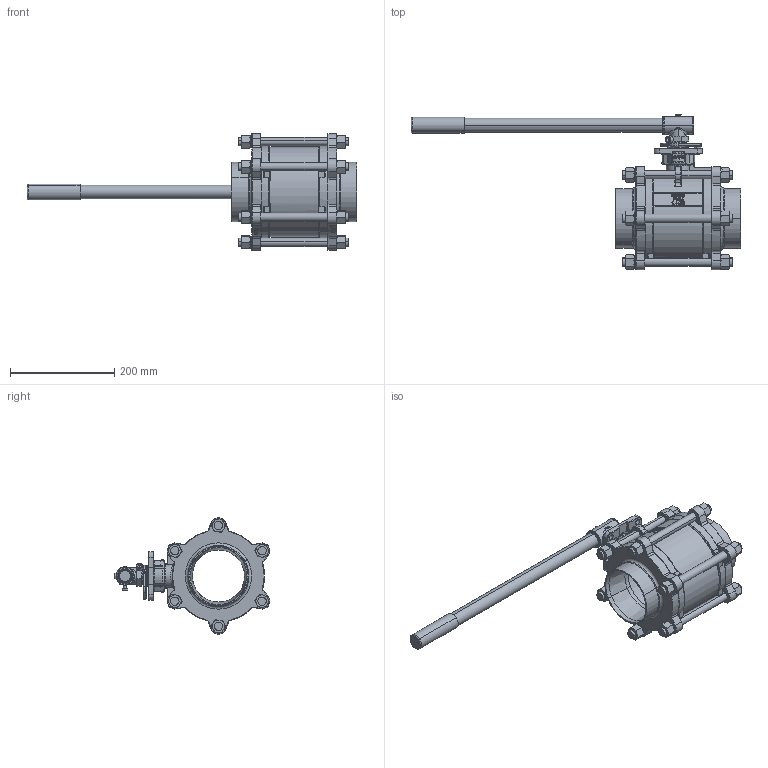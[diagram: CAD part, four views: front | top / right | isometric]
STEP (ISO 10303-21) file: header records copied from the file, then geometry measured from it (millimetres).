
FILE_DESCRIPTION (( 'STEP AP214' ), '1' );
FILE_NAME ('2745.702R Typ A27D DN100 FB ISO.STEP', '2019-07-19T08:57:29', ( '' ), ( '' ), 'SwSTEP 2.0', 'SolidWorks 2017', '' );
FILE_SCHEMA (( 'AUTOMOTIVE_DESIGN' ));
Length unit declared in the file: millimetre
Products named in the file (1): 2745.702R Typ A27D DN100 FB ISO
Bounding box: 632 x 298.5 x 223 mm (x, y, z)
Volume: 2101750.7 mm3; surface area: 618375.5 mm2
Topology: 44 solids, 44 shells, 2030 faces, 5220 edges, 3296 vertices
Faces by surface type: plane 595, cylinder 567, cone 317, bspline 310, torus 221, sphere 20
Entity records: 113531 total; most frequent: CARTESIAN_POINT 43872, ORIENTED_EDGE 10292, DIRECTION 9198, EDGE_CURVE 5146, AXIS2_PLACEMENT_3D 3759, VERTEX_POINT 3292, EDGE_LOOP 2234, UNCERTAINTY_MEASURE_WITH_UNIT 2076
